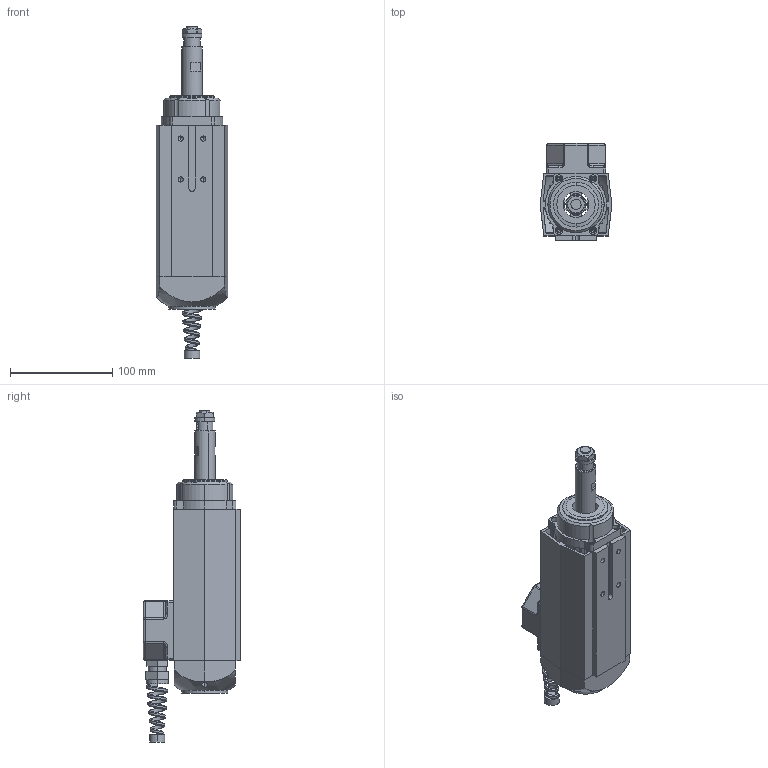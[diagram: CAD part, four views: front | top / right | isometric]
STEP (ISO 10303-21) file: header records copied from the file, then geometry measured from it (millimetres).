
FILE_DESCRIPTION (( 'STEP AP214' ), '1' );
FILE_NAME ('GDF35-12Z-0.75.STEP', '2024-08-02T08:26:20', ( '00' ), ( '' ), 'SwSTEP 2.0', 'SolidWorks 2018', '' );
FILE_SCHEMA (( 'AUTOMOTIVE_DESIGN' ));
Length unit declared in the file: millimetre
Products named in the file (9): GDF35-12Z-0.75; huijiehe; 0.75jike; mifenggai; luomu; fengzhao; jiexianduan; 0.3zhou; duangai
Assembly tree (8 placements, depth 2):
  GDF35-12Z-0.75
    0.75jike
    duangai
    fengzhao
    0.3zhou
    mifenggai
    huijiehe
    luomu
    jiexianduan
Bounding box: 70 x 95 x 324.5 mm (x, y, z)
Volume: 420485.9 mm3; surface area: 173753 mm2
Topology: 8 solids, 8 shells, 493 faces, 1334 edges, 847 vertices
Faces by surface type: plane 243, cylinder 188, cone 34, bspline 28
Entity records: 25357 total; most frequent: CARTESIAN_POINT 6962, DIRECTION 2652, ORIENTED_EDGE 2612, EDGE_CURVE 1306, AXIS2_PLACEMENT_3D 925, VERTEX_POINT 847, LINE 802, VECTOR 802
